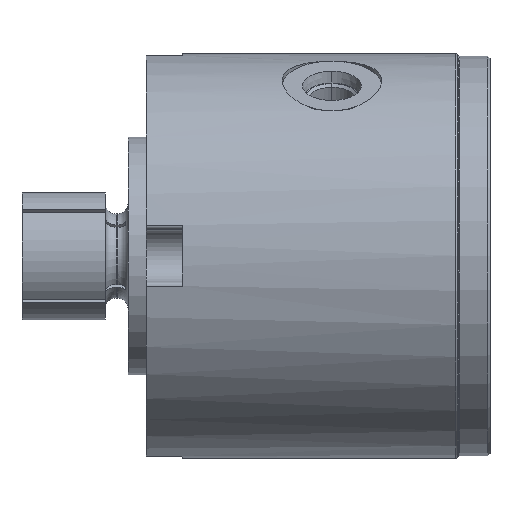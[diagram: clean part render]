
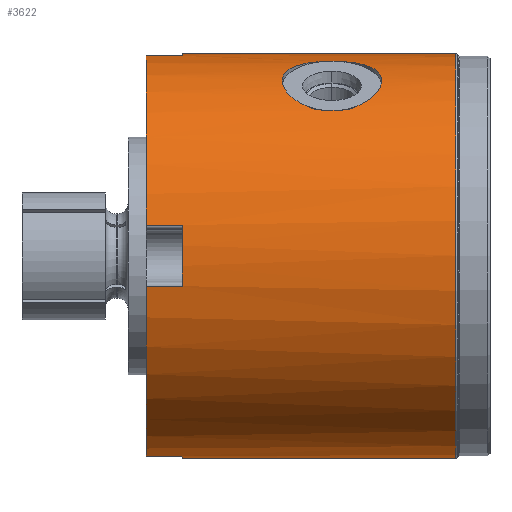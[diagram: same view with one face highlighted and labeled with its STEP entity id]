
A CAD part, top view. The second image highlights one B-rep face of the part: STEP entity #3622.
In plain terms, the highlighted cylindrical face has radius 42.608 mm (diameter 85.217 mm), a partial arc.
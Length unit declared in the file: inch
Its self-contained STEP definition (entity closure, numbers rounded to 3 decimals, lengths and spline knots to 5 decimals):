
#215=CARTESIAN_POINT('',(-1.38104,1.61271,0.4617));
#216=CARTESIAN_POINT('',(-1.39673,1.61194,0.46438));
#217=CARTESIAN_POINT('',(-1.42763,1.6099,0.47149));
#218=CARTESIAN_POINT('',(-1.47287,1.60515,0.48745));
#219=CARTESIAN_POINT('',(-1.51615,1.59864,0.50848));
#220=CARTESIAN_POINT('',(-1.55685,1.59023,0.53428));
#221=CARTESIAN_POINT('',(-1.59427,1.57984,0.56436));
#222=CARTESIAN_POINT('',(-1.62777,1.5674,0.59812));
#223=CARTESIAN_POINT('',(-1.6568,1.5529,0.63487));
#224=CARTESIAN_POINT('',(-1.68093,1.53641,0.67385));
#225=CARTESIAN_POINT('',(-1.69988,1.51802,0.71437));
#226=CARTESIAN_POINT('',(-1.71349,1.49786,0.75574));
#227=CARTESIAN_POINT('',(-1.72168,1.47611,0.79741));
#228=CARTESIAN_POINT('',(-1.72441,1.45295,0.83886));
#229=CARTESIAN_POINT('',(-1.72168,1.42863,0.87964));
#230=CARTESIAN_POINT('',(-1.71349,1.40342,0.91931));
#231=CARTESIAN_POINT('',(-1.69988,1.37767,0.95746));
#232=CARTESIAN_POINT('',(-1.68093,1.35178,0.99364));
#233=CARTESIAN_POINT('',(-1.6568,1.32626,1.02742));
#234=CARTESIAN_POINT('',(-1.62777,1.30169,1.05834));
#235=CARTESIAN_POINT('',(-1.59427,1.27867,1.086));
#236=CARTESIAN_POINT('',(-1.55685,1.25781,1.11005));
#237=CARTESIAN_POINT('',(-1.51615,1.23968,1.13022));
#238=CARTESIAN_POINT('',(-1.47287,1.22472,1.14638));
#239=CARTESIAN_POINT('',(-1.42763,1.21327,1.15847));
#240=CARTESIAN_POINT('',(-1.39673,1.20814,1.16379));
#241=CARTESIAN_POINT('',(-1.38104,1.2062,1.1658));
#243=CARTESIAN_POINT('',(-1.24096,1.2062,1.1658));
#244=CARTESIAN_POINT('',(-1.22527,1.20814,1.16379));
#245=CARTESIAN_POINT('',(-1.19437,1.21327,1.15847));
#246=CARTESIAN_POINT('',(-1.14913,1.22472,1.14638));
#247=CARTESIAN_POINT('',(-1.10585,1.23968,1.13022));
#248=CARTESIAN_POINT('',(-1.06515,1.25781,1.11005));
#249=CARTESIAN_POINT('',(-1.02773,1.27867,1.086));
#250=CARTESIAN_POINT('',(-0.99423,1.30169,1.05834));
#251=CARTESIAN_POINT('',(-0.9652,1.32626,1.02742));
#252=CARTESIAN_POINT('',(-0.94107,1.35178,
0.99364));
#253=CARTESIAN_POINT('',(-0.92212,1.37767,
0.95746));
#254=CARTESIAN_POINT('',(-0.90851,1.40342,
0.91931));
#255=CARTESIAN_POINT('',(-0.90032,1.42863,
0.87964));
#256=CARTESIAN_POINT('',(-0.89759,1.45295,
0.83886));
#257=CARTESIAN_POINT('',(-0.90032,1.47611,
0.79741));
#258=CARTESIAN_POINT('',(-0.90851,1.49786,
0.75574));
#259=CARTESIAN_POINT('',(-0.92212,1.51802,
0.71437));
#260=CARTESIAN_POINT('',(-0.94107,1.53641,
0.67385));
#261=CARTESIAN_POINT('',(-0.9652,1.5529,
0.63487));
#262=CARTESIAN_POINT('',(-0.99423,1.5674,
0.59812));
#263=CARTESIAN_POINT('',(-1.02773,1.57984,0.56436));
#264=CARTESIAN_POINT('',(-1.06515,1.59023,0.53428));
#265=CARTESIAN_POINT('',(-1.10585,1.59864,0.50848));
#266=CARTESIAN_POINT('',(-1.14913,1.60515,0.48745));
#267=CARTESIAN_POINT('',(-1.19437,1.6099,0.47149));
#268=CARTESIAN_POINT('',(-1.22527,1.61194,0.46438));
#269=CARTESIAN_POINT('',(-1.24096,1.61271,0.4617));
#271=CARTESIAN_POINT('',(-0.28491,0.,0.));
#272=DIRECTION('',(-1.,0.,0.));
#273=DIRECTION('',(0.,-1.,0.));
#274=AXIS2_PLACEMENT_3D('',#271,#272,#273);
#276=CARTESIAN_POINT('',(-2.551,0.,0.));
#277=DIRECTION('',(1.,0.,0.));
#278=DIRECTION('',(0.,-0.989,0.151));
#279=AXIS2_PLACEMENT_3D('',#276,#277,#278);
#281=DIRECTION('',(1.,0.,0.));
#282=VECTOR('',#281,0.3);
#283=CARTESIAN_POINT('',(-2.851,-1.65823,0.25353));
#284=LINE('',#283,#282);
#285=DIRECTION('',(1.,0.,0.));
#286=VECTOR('',#285,0.3);
#287=CARTESIAN_POINT('',(-2.851,-0.25353,1.65823));
#288=LINE('',#287,#286);
#289=CARTESIAN_POINT('',(-2.551,0.,0.));
#290=DIRECTION('',(1.,0.,0.));
#291=DIRECTION('',(0.,0.151,0.989));
#292=AXIS2_PLACEMENT_3D('',#289,#290,#291);
#294=DIRECTION('',(1.,0.,0.));
#295=VECTOR('',#294,0.3);
#296=CARTESIAN_POINT('',(-2.851,0.25353,1.65823));
#297=LINE('',#296,#295);
#298=DIRECTION('',(1.,0.,0.));
#299=VECTOR('',#298,0.3);
#300=CARTESIAN_POINT('',(-2.851,1.65823,0.25353));
#301=LINE('',#300,#299);
#302=CARTESIAN_POINT('',(-2.551,0.,0.));
#303=DIRECTION('',(1.,0.,0.));
#304=DIRECTION('',(0.,1.,0.));
#305=AXIS2_PLACEMENT_3D('',#302,#303,#304);
#317=DIRECTION('',(1.,0.,0.));
#318=VECTOR('',#317,0.14009);
#319=CARTESIAN_POINT('',(-1.38104,1.61271,0.4617));
#320=LINE('',#319,#318);
#321=DIRECTION('',(1.,0.,0.));
#322=VECTOR('',#321,0.14009);
#323=CARTESIAN_POINT('',(-1.38104,1.2062,1.1658));
#324=LINE('',#323,#322);
#458=DIRECTION('',(-1.,0.,0.));
#459=VECTOR('',#458,2.26609);
#460=CARTESIAN_POINT('',(-0.28491,1.6775,0.));
#461=LINE('',#460,#459);
#493=DIRECTION('',(-1.,0.,0.));
#494=VECTOR('',#493,2.26609);
#495=CARTESIAN_POINT('',(-0.28491,-1.6775,0.));
#496=LINE('',#495,#494);
#707=CARTESIAN_POINT('',(-2.851,0.,0.));
#708=DIRECTION('',(1.,0.,0.));
#709=DIRECTION('',(0.,0.989,0.151));
#710=AXIS2_PLACEMENT_3D('',#707,#708,#709);
#735=CARTESIAN_POINT('',(-2.851,0.,0.));
#736=DIRECTION('',(1.,0.,0.));
#737=DIRECTION('',(0.,-0.151,0.989));
#738=AXIS2_PLACEMENT_3D('',#735,#736,#737);
#2756=CARTESIAN_POINT('',(-2.551,1.65823,0.25353));
#2757=VERTEX_POINT('',#2756);
#2784=CARTESIAN_POINT('',(-2.551,-0.25353,1.65823));
#2785=VERTEX_POINT('',#2784);
#2786=CARTESIAN_POINT('',(-2.551,0.25353,1.65823));
#2787=VERTEX_POINT('',#2786);
#2814=CARTESIAN_POINT('',(-2.551,-1.65823,0.25353));
#2815=VERTEX_POINT('',#2814);
#2824=CARTESIAN_POINT('',(-2.551,1.6775,0.));
#2825=VERTEX_POINT('',#2824);
#2826=CARTESIAN_POINT('',(-2.851,1.65823,0.25353));
#2827=VERTEX_POINT('',#2826);
#2834=CARTESIAN_POINT('',(-2.851,-0.25353,1.65823));
#2835=VERTEX_POINT('',#2834);
#2836=CARTESIAN_POINT('',(-2.851,0.25353,1.65823));
#2837=VERTEX_POINT('',#2836);
#2842=CARTESIAN_POINT('',(-2.551,-1.6775,0.));
#2843=VERTEX_POINT('',#2842);
#2844=CARTESIAN_POINT('',(-2.851,-1.65823,0.25353));
#2845=VERTEX_POINT('',#2844);
#2868=CARTESIAN_POINT('',(-0.28491,1.6775,0.));
#2869=CARTESIAN_POINT('',(-0.28491,-1.6775,0.));
#2870=VERTEX_POINT('',#2868);
#2871=VERTEX_POINT('',#2869);
#2930=CARTESIAN_POINT('',(-1.38104,1.61271,
0.4617));
#2931=CARTESIAN_POINT('',(-1.38104,1.2062,1.1658));
#2932=VERTEX_POINT('',#2930);
#2933=VERTEX_POINT('',#2931);
#2934=CARTESIAN_POINT('',(-1.24096,1.61271,
0.4617));
#2935=CARTESIAN_POINT('',(-1.24096,1.2062,1.1658));
#2936=VERTEX_POINT('',#2934);
#2937=VERTEX_POINT('',#2935);
#3582=CARTESIAN_POINT('',(-2.99355,0.,0.));
#3583=DIRECTION('',(1.,0.,0.));
#3584=DIRECTION('',(0.,-1.,0.));
#3585=AXIS2_PLACEMENT_3D('',#3582,#3583,#3584);
#3586=CYLINDRICAL_SURFACE('',#3585,1.6775);
#3587=ORIENTED_EDGE('',*,*,#3572,.F.);
#3589=ORIENTED_EDGE('',*,*,#3588,.T.);
#3591=ORIENTED_EDGE('',*,*,#3590,.F.);
#3593=ORIENTED_EDGE('',*,*,#3592,.F.);
#3595=ORIENTED_EDGE('',*,*,#3594,.F.);
#3597=ORIENTED_EDGE('',*,*,#3596,.T.);
#3599=ORIENTED_EDGE('',*,*,#3598,.F.);
#3601=ORIENTED_EDGE('',*,*,#3600,.F.);
#3603=ORIENTED_EDGE('',*,*,#3602,.F.);
#3605=ORIENTED_EDGE('',*,*,#3604,.T.);
#3607=ORIENTED_EDGE('',*,*,#3606,.F.);
#3609=ORIENTED_EDGE('',*,*,#3608,.F.);
#3610=EDGE_LOOP('',(#3587,#3589,#3591,#3593,#3595,#3597,#3599,#3601,#3603,#3605,
#3607,#3609));
#3611=FACE_OUTER_BOUND('',#3610,.F.);
#3613=ORIENTED_EDGE('',*,*,#3612,.F.);
#3615=ORIENTED_EDGE('',*,*,#3614,.T.);
#3617=ORIENTED_EDGE('',*,*,#3616,.T.);
#3619=ORIENTED_EDGE('',*,*,#3618,.T.);
#3620=EDGE_LOOP('',(#3613,#3615,#3617,#3619));
#3621=FACE_BOUND('',#3620,.F.);
#242=B_SPLINE_CURVE_WITH_KNOTS('',3,(#215,#216,#217,#218,#219,#220,#221,#222,
#223,#224,#225,#226,#227,#228,#229,#230,#231,#232,#233,#234,#235,#236,#237,#238,
#239,#240,#241),.UNSPECIFIED.,.F.,.F.,(4,1,1,1,1,1,1,1,1,1,1,1,1,1,1,1,1,1,1,1,
1,1,1,1,4),(0.,0.04167,0.08333,0.125,0.16667,
0.20833,0.25,0.29167,0.33333,0.375,
0.41667,0.45833,0.5,0.54167,0.58333,
0.625,0.66667,0.70833,0.75,0.79167,
0.83333,0.875,0.91667,0.95833,1.),
.UNSPECIFIED.);
#270=B_SPLINE_CURVE_WITH_KNOTS('',3,(#243,#244,#245,#246,#247,#248,#249,#250,
#251,#252,#253,#254,#255,#256,#257,#258,#259,#260,#261,#262,#263,#264,#265,#266,
#267,#268,#269),.UNSPECIFIED.,.F.,.F.,(4,1,1,1,1,1,1,1,1,1,1,1,1,1,1,1,1,1,1,1,
1,1,1,1,4),(0.,0.04167,0.08333,0.125,0.16667,
0.20833,0.25,0.29167,0.33333,0.375,
0.41667,0.45833,0.5,0.54167,0.58333,
0.625,0.66667,0.70833,0.75,0.79167,
0.83333,0.875,0.91667,0.95833,1.),
.UNSPECIFIED.);
#275=CIRCLE('',#274,1.6775);
#280=CIRCLE('',#279,1.6775);
#293=CIRCLE('',#292,1.6775);
#306=CIRCLE('',#305,1.6775);
#711=CIRCLE('',#710,1.6775);
#739=CIRCLE('',#738,1.6775);
#3572=EDGE_CURVE('',#2871,#2870,#275,.T.);
#3588=EDGE_CURVE('',#2871,#2843,#496,.T.);
#3590=EDGE_CURVE('',#2815,#2843,#280,.T.);
#3592=EDGE_CURVE('',#2845,#2815,#284,.T.);
#3594=EDGE_CURVE('',#2835,#2845,#739,.T.);
#3596=EDGE_CURVE('',#2835,#2785,#288,.T.);
#3598=EDGE_CURVE('',#2787,#2785,#293,.T.);
#3600=EDGE_CURVE('',#2837,#2787,#297,.T.);
#3602=EDGE_CURVE('',#2827,#2837,#711,.T.);
#3604=EDGE_CURVE('',#2827,#2757,#301,.T.);
#3606=EDGE_CURVE('',#2825,#2757,#306,.T.);
#3608=EDGE_CURVE('',#2870,#2825,#461,.T.);
#3612=EDGE_CURVE('',#2932,#2936,#320,.T.);
#3614=EDGE_CURVE('',#2932,#2933,#242,.T.);
#3616=EDGE_CURVE('',#2933,#2937,#324,.T.);
#3618=EDGE_CURVE('',#2937,#2936,#270,.T.);
#3622=ADVANCED_FACE('',(#3611,#3621),#3586,.T.);
